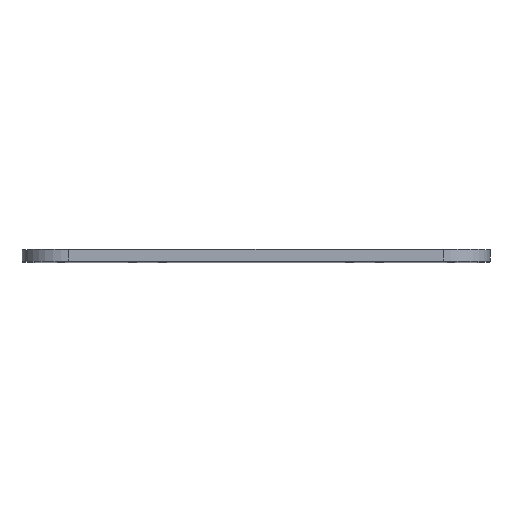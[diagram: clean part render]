
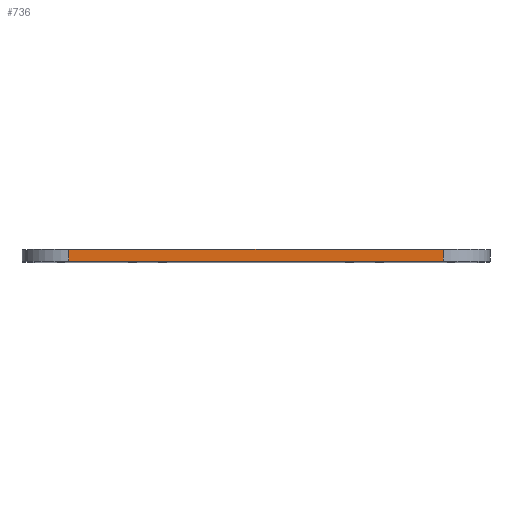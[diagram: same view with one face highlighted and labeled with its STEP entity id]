
A CAD part, top view. The second image highlights one B-rep face of the part: STEP entity #736.
In plain terms, the highlighted planar face has unit normal (0, 0, 1).
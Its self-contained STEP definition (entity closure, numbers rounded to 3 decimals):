
#56=PLANE('',#850);
#84=FACE_OUTER_BOUND('',#114,.T.);
#114=EDGE_LOOP('',(#593,#594,#595,#596));
#186=LINE('',#1276,#222);
#187=LINE('',#1279,#223);
#188=LINE('',#1281,#224);
#189=LINE('',#1282,#225);
#222=VECTOR('',#1062,10.);
#223=VECTOR('',#1065,10.);
#224=VECTOR('',#1066,10.);
#225=VECTOR('',#1067,10.);
#367=VERTEX_POINT('',#1272);
#368=VERTEX_POINT('',#1274);
#369=VERTEX_POINT('',#1278);
#370=VERTEX_POINT('',#1280);
#466=EDGE_CURVE('',#367,#368,#186,.T.);
#467=EDGE_CURVE('',#369,#367,#187,.T.);
#468=EDGE_CURVE('',#370,#368,#188,.T.);
#469=EDGE_CURVE('',#369,#370,#189,.T.);
#593=ORIENTED_EDGE('',*,*,#467,.T.);
#594=ORIENTED_EDGE('',*,*,#466,.T.);
#595=ORIENTED_EDGE('',*,*,#468,.F.);
#596=ORIENTED_EDGE('',*,*,#469,.F.);
#736=ADVANCED_FACE('',(#84),#56,.T.);
#850=AXIS2_PLACEMENT_3D('',#1277,#1063,#1064);
#1062=DIRECTION('',(0.,-1.,0.));
#1063=DIRECTION('center_axis',(0.,0.,1.));
#1064=DIRECTION('ref_axis',(-1.,0.,0.));
#1065=DIRECTION('',(-1.,0.,0.));
#1066=DIRECTION('',(-1.,0.,0.));
#1067=DIRECTION('',(0.,-1.,0.));
#1272=CARTESIAN_POINT('',(-42.291,0.,102.358));
#1274=CARTESIAN_POINT('',(-42.291,-3.,102.358));
#1276=CARTESIAN_POINT('',(-42.291,0.,102.358));
#1277=CARTESIAN_POINT('Origin',(53.709,0.,102.358));
#1278=CARTESIAN_POINT('',(53.709,0.,102.358));
#1279=CARTESIAN_POINT('',(53.709,0.,102.358));
#1280=CARTESIAN_POINT('',(53.709,-3.,102.358));
#1281=CARTESIAN_POINT('',(53.709,-3.,102.358));
#1282=CARTESIAN_POINT('',(53.709,0.,102.358));
